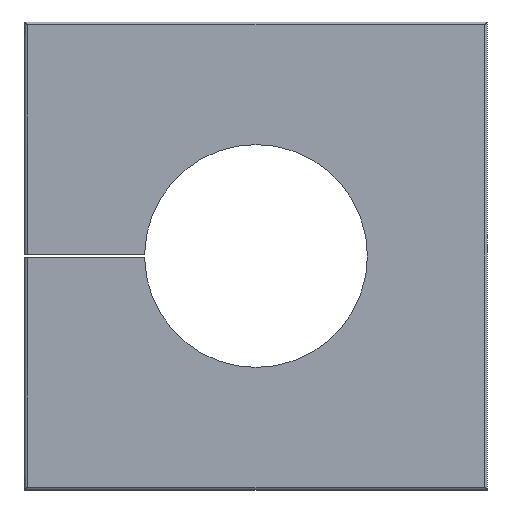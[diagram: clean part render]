
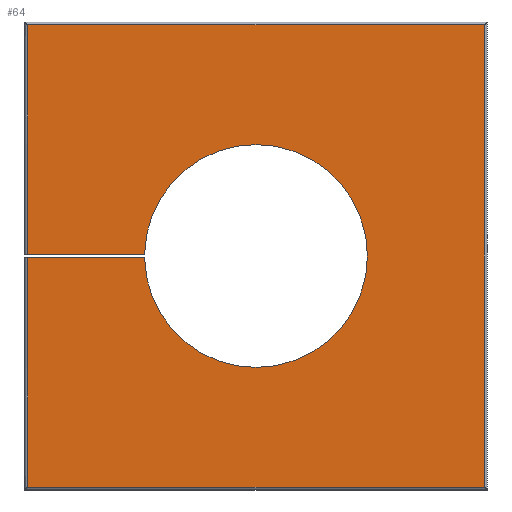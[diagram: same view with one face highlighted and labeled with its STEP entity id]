
A CAD part, front view. The second image highlights one B-rep face of the part: STEP entity #64.
In plain terms, the highlighted planar face has unit normal (0, -1, 0).
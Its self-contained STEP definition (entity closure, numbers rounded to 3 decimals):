
#64=ADVANCED_FACE('NONE',(#170),#171,.T.);
#170=FACE_OUTER_BOUND('',#344,.T.);
#171=PLANE('',#345);
#344=EDGE_LOOP('',(#1247,#1248,#1249,#1250,#1251,#1252,#1253,#1254,#1255,#1256));
#345=AXIS2_PLACEMENT_3D('',#1257,#1258,#1259);
#1247=ORIENTED_EDGE('',*,*,#1845,.F.);
#1248=ORIENTED_EDGE('',*,*,#1846,.T.);
#1249=ORIENTED_EDGE('',*,*,#1847,.T.);
#1250=ORIENTED_EDGE('',*,*,#1848,.T.);
#1251=ORIENTED_EDGE('',*,*,#1849,.T.);
#1252=ORIENTED_EDGE('',*,*,#1850,.T.);
#1253=ORIENTED_EDGE('',*,*,#1851,.T.);
#1254=ORIENTED_EDGE('',*,*,#1852,.T.);
#1255=ORIENTED_EDGE('',*,*,#1759,.T.);
#1256=ORIENTED_EDGE('',*,*,#1755,.T.);
#1257=CARTESIAN_POINT('',(-20.75,0.0,-21.0));
#1258=DIRECTION('',(0.0,-1.0,0.0));
#1259=DIRECTION('',(0.0,0.0,-1.0));
#1755=EDGE_CURVE('NONE',#1988,#1989,#1990,.T.);
#1759=EDGE_CURVE('NONE',#1996,#1988,#1997,.T.);
#1845=EDGE_CURVE('NONE',#2156,#1989,#2157,.T.);
#1846=EDGE_CURVE('NONE',#2156,#2158,#2159,.T.);
#1847=EDGE_CURVE('NONE',#2158,#2160,#2161,.T.);
#1848=EDGE_CURVE('NONE',#2160,#2162,#2163,.T.);
#1849=EDGE_CURVE('NONE',#2162,#2164,#2165,.T.);
#1850=EDGE_CURVE('NONE',#2164,#2166,#2167,.T.);
#1851=EDGE_CURVE('NONE',#2166,#2168,#2169,.T.);
#1852=EDGE_CURVE('NONE',#2168,#1996,#2170,.T.);
#1988=VERTEX_POINT('NONE',#2369);
#1989=VERTEX_POINT('NONE',#2370);
#1990=CIRCLE('',#2371,10.0);
#1996=VERTEX_POINT('NONE',#2379);
#1997=CIRCLE('',#2380,10.0);
#2156=VERTEX_POINT('NONE',#2816);
#2157=LINE('',#2817,#2818);
#2158=VERTEX_POINT('NONE',#2819);
#2159=LINE('',#2820,#2821);
#2160=VERTEX_POINT('NONE',#2822);
#2161=LINE('',#2823,#2824);
#2162=VERTEX_POINT('NONE',#2825);
#2163=LINE('',#2826,#2827);
#2164=VERTEX_POINT('NONE',#2828);
#2165=LINE('',#2829,#2830);
#2166=VERTEX_POINT('NONE',#2831);
#2167=LINE('',#2832,#2833);
#2168=VERTEX_POINT('NONE',#2834);
#2169=LINE('',#2835,#2836);
#2170=CIRCLE('',#2837,10.0);
#2369=CARTESIAN_POINT('',(0.,0.0,-10.0));
#2370=CARTESIAN_POINT('',(-9.999,0.0,-0.15));
#2371=AXIS2_PLACEMENT_3D('',#3591,#3592,#3593);
#2379=CARTESIAN_POINT('',(0.0,0.0,10.0));
#2380=AXIS2_PLACEMENT_3D('',#3599,#3600,#3601);
#2816=CARTESIAN_POINT('',(-20.5,0.0,-0.15));
#2817=CARTESIAN_POINT('',(-20.75,0.0,-0.15));
#2818=VECTOR('',#3681,1000.0);
#2819=CARTESIAN_POINT('',(-20.5,0.0,-20.75));
#2820=CARTESIAN_POINT('',(-20.5,0.0,-21.0));
#2821=VECTOR('',#3682,1000.0);
#2822=CARTESIAN_POINT('',(20.5,0.0,-20.75));
#2823=CARTESIAN_POINT('',(20.75,0.0,-20.75));
#2824=VECTOR('',#3683,1000.0);
#2825=CARTESIAN_POINT('',(20.5,0.0,20.75));
#2826=CARTESIAN_POINT('',(20.5,0.0,21.0));
#2827=VECTOR('',#3684,1000.0);
#2828=CARTESIAN_POINT('',(-20.5,0.0,20.75));
#2829=CARTESIAN_POINT('',(-20.75,0.0,20.75));
#2830=VECTOR('',#3685,1000.0);
#2831=CARTESIAN_POINT('',(-20.5,0.0,0.15));
#2832=CARTESIAN_POINT('',(-20.5,0.0,0.15));
#2833=VECTOR('',#3686,1000.0);
#2834=CARTESIAN_POINT('',(-9.999,0.0,0.15));
#2835=CARTESIAN_POINT('',(-20.75,0.0,0.15));
#2836=VECTOR('',#3687,1000.0);
#2837=AXIS2_PLACEMENT_3D('',#3688,#3689,#3690);
#3591=CARTESIAN_POINT('',(0.0,0.0,0.0));
#3592=DIRECTION('',(0.0,1.0,0.0));
#3593=DIRECTION('',(0.0,0.0,-1.0));
#3599=CARTESIAN_POINT('',(0.0,0.0,0.0));
#3600=DIRECTION('',(0.0,1.0,0.0));
#3601=DIRECTION('',(0.0,0.0,-1.0));
#3681=DIRECTION('',(1.0,0.0,0.0));
#3682=DIRECTION('',(-0.0,-0.0,-1.0));
#3683=DIRECTION('',(1.0,-0.0,-0.0));
#3684=DIRECTION('',(0.,-0.0,1.0));
#3685=DIRECTION('',(-1.0,-0.0,0.0));
#3686=DIRECTION('',(-0.0,-0.0,-1.0));
#3687=DIRECTION('',(1.0,0.0,0.0));
#3688=CARTESIAN_POINT('',(0.0,0.0,0.0));
#3689=DIRECTION('',(0.0,1.0,0.0));
#3690=DIRECTION('',(0.,0.0,-1.0));
